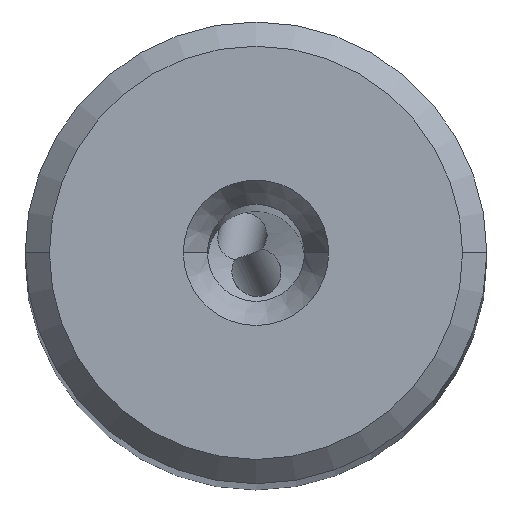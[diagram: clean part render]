
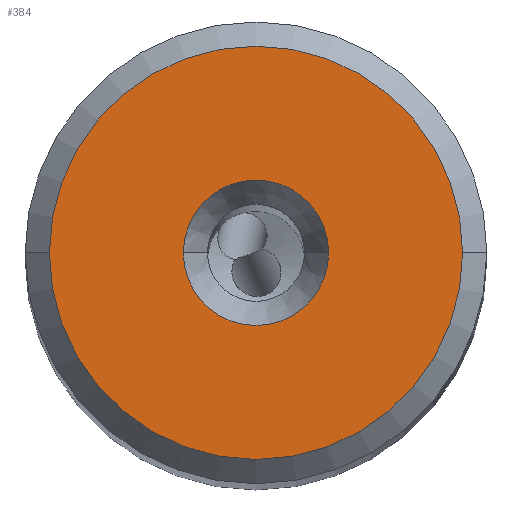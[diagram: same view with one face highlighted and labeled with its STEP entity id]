
A CAD part, top view. The second image highlights one B-rep face of the part: STEP entity #384.
In plain terms, the highlighted planar face has unit normal (0, 0, 1).
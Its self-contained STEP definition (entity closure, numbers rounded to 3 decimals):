
#125=PLANE('',#3670);
#384=ADVANCED_FACE('',(#589,#590),#125,.T.);
#589=FACE_BOUND('',#662,.T.);
#590=FACE_BOUND('',#663,.T.);
#662=EDGE_LOOP('',(#1676,#1677,#1678,#1679));
#663=EDGE_LOOP('',(#1680,#1681));
#831=CIRCLE('',#3663,3.);
#832=CIRCLE('',#3665,8.525);
#833=CIRCLE('',#3666,8.525);
#834=CIRCLE('',#3667,8.525);
#835=CIRCLE('',#3668,8.525);
#836=CIRCLE('',#3669,3.);
#1676=ORIENTED_EDGE('',*,*,#2914,.F.);
#1677=ORIENTED_EDGE('',*,*,#2915,.F.);
#1678=ORIENTED_EDGE('',*,*,#2916,.F.);
#1679=ORIENTED_EDGE('',*,*,#2917,.F.);
#1680=ORIENTED_EDGE('',*,*,#2918,.F.);
#1681=ORIENTED_EDGE('',*,*,#2913,.F.);
#2501=VERTEX_POINT('',#6920);
#2502=VERTEX_POINT('',#6922);
#2503=VERTEX_POINT('',#6926);
#2504=VERTEX_POINT('',#6927);
#2505=VERTEX_POINT('',#6929);
#2506=VERTEX_POINT('',#6931);
#2913=EDGE_CURVE('',#2502,#2501,#831,.T.);
#2914=EDGE_CURVE('',#2503,#2504,#832,.T.);
#2915=EDGE_CURVE('',#2505,#2503,#833,.T.);
#2916=EDGE_CURVE('',#2506,#2505,#834,.T.);
#2917=EDGE_CURVE('',#2504,#2506,#835,.T.);
#2918=EDGE_CURVE('',#2501,#2502,#836,.T.);
#3663=AXIS2_PLACEMENT_3D('',#6923,#4240,#4241);
#3665=AXIS2_PLACEMENT_3D('',#6925,#4244,#4245);
#3666=AXIS2_PLACEMENT_3D('',#6928,#4246,#4247);
#3667=AXIS2_PLACEMENT_3D('',#6930,#4248,#4249);
#3668=AXIS2_PLACEMENT_3D('',#6932,#4250,#4251);
#3669=AXIS2_PLACEMENT_3D('',#6933,#4252,#4253);
#3670=AXIS2_PLACEMENT_3D('',#6934,#4254,#4255);
#4240=DIRECTION('',(0.,0.,1.));
#4241=DIRECTION('',(-1.,0.,0.));
#4244=DIRECTION('',(0.,0.,-1.));
#4245=DIRECTION('',(0.,1.,0.));
#4246=DIRECTION('',(0.,0.,-1.));
#4247=DIRECTION('',(-1.,0.,0.));
#4248=DIRECTION('',(0.,0.,-1.));
#4249=DIRECTION('',(0.,-1.,0.));
#4250=DIRECTION('',(0.,0.,-1.));
#4251=DIRECTION('',(1.,0.,0.));
#4252=DIRECTION('',(0.,0.,1.));
#4253=DIRECTION('',(1.,0.,0.));
#4254=DIRECTION('',(0.,0.,1.));
#4255=DIRECTION('',(1.,0.,0.));
#6920=CARTESIAN_POINT('',(3.,0.,0.));
#6922=CARTESIAN_POINT('',(-3.,0.,0.));
#6923=CARTESIAN_POINT('',(0.,0.,0.));
#6925=CARTESIAN_POINT('',(0.,0.,0.));
#6926=CARTESIAN_POINT('',(0.,8.525,0.));
#6927=CARTESIAN_POINT('',(8.525,0.,0.));
#6928=CARTESIAN_POINT('',(0.,0.,0.));
#6929=CARTESIAN_POINT('',(-8.525,0.,0.));
#6930=CARTESIAN_POINT('',(0.,0.,0.));
#6931=CARTESIAN_POINT('',(0.,-8.525,0.));
#6932=CARTESIAN_POINT('',(0.,0.,0.));
#6933=CARTESIAN_POINT('',(0.,0.,0.));
#6934=CARTESIAN_POINT('',(0.,0.,0.));
